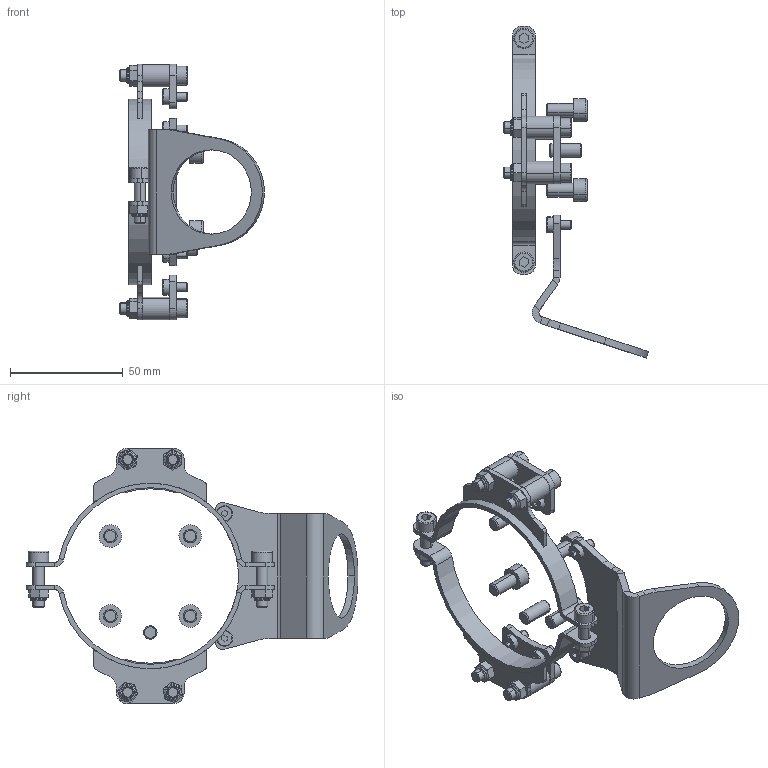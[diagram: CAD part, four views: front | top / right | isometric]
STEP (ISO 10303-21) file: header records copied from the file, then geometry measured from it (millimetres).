
FILE_DESCRIPTION (( 'STEP AP214' ), '1' );
FILE_NAME ('P5323.STEP', '2022-02-03T15:10:15', ( '' ), ( '' ), 'SwSTEP 2.0', 'SolidWorks 2019', '' );
FILE_SCHEMA (( 'AUTOMOTIVE_DESIGN' ));
Length unit declared in the file: millimetre
Products named in the file (1): P5323
Bounding box: 64.15 x 146.96 x 113.08 mm (x, y, z)
Volume: 34114.8 mm3; surface area: 33992.6 mm2
Topology: 34 solids, 34 shells, 642 faces, 1438 edges, 896 vertices
Faces by surface type: plane 332, cylinder 206, torus 56, cone 48
Entity records: 25315 total; most frequent: DIRECTION 3332, CARTESIAN_POINT 2977, ORIENTED_EDGE 2876, EDGE_CURVE 1438, AXIS2_PLACEMENT_3D 1251, VERTEX_POINT 896, VECTOR 830, LINE 830
